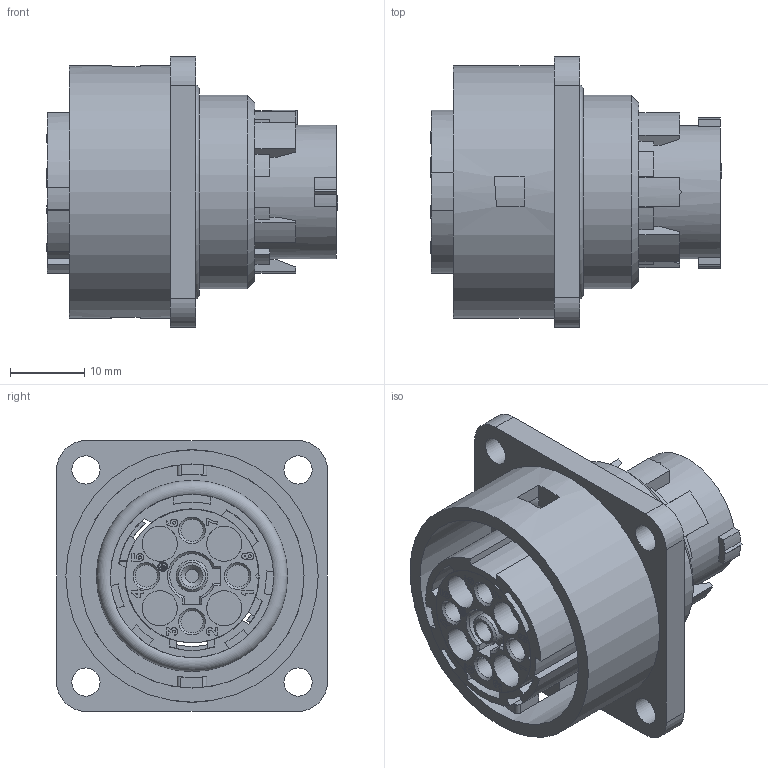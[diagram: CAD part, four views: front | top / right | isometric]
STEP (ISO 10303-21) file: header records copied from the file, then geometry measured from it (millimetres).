
FILE_DESCRIPTION(/* description */ (''),/* implementation_level */ '2;1');
FILE_NAME(/* name */ 'c016 10g008 000 1nxc001-01.stp',/* time_stamp */ '2019-07-08T08:45:36+02:00',/* author */ (''),/* organization */ (''),/* preprocessor_version */ 'ST-DEVELOPER v16.7',/* originating_system */ 'SIEMENS PLM Software NX 12.0',/* authorisation */ '');
FILE_SCHEMA (('AUTOMOTIVE_DESIGN { 1 0 10303 214 3 1 1 1 }'));
Length unit declared in the file: millimetre
Products named in the file (1): c016 10g008 000 1nxc001-01
Bounding box: 39.25 x 36.5 x 36.5 mm (x, y, z)
Volume: 19159.1 mm3; surface area: 13735.8 mm2
Topology: 1 solids, 3 shells, 455 faces, 1171 edges, 776 vertices
Faces by surface type: plane 323, cylinder 79, bspline 36, cone 13, torus 4
Full cylindrical faces by diameter (mm): 1.05 x1, 1.3 x1, 1.575 x1, 1.75 x1, 1.95 x1, 3 x5, 3.8 x4, 4 x9, 4.3 x1, 4.75 x4, 18 x1, 22 x2, 26.1 x2, 30 x1, 30.2 x1, 34 x1
Entity records: 13770 total; most frequent: CARTESIAN_POINT 3075, ORIENTED_EDGE 2192, DIRECTION 2102, EDGE_CURVE 1096, LINE 764, VECTOR 764, VERTEX_POINT 754, AXIS2_PLACEMENT_3D 669
